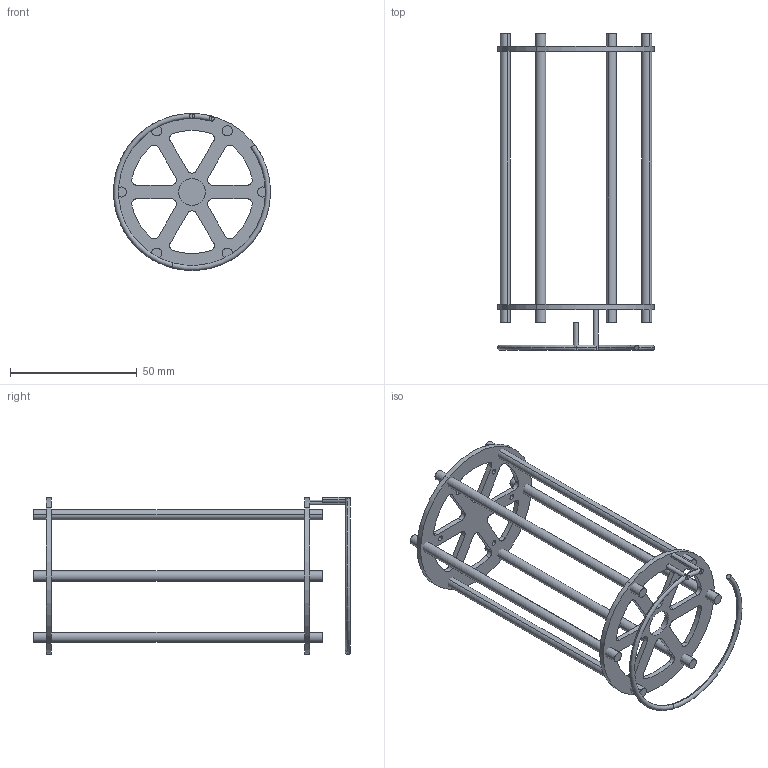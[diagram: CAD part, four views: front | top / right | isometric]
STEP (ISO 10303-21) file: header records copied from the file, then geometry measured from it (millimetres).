
FILE_DESCRIPTION(('STEP AP214'),'1');
FILE_NAME('spodni_antena_F.stp','2022-05-12T13:40:48',('cst.mpa'),(' '),'Spatial InterOp 3D','CST ACIS InterOp Converter 2016',' ');
FILE_SCHEMA(('AUTOMOTIVE_DESIGN { 1 0 10303 214 1 1 1 1 }'));
Length unit declared in the file: millimetre
Products named in the file (1): dural_vše_3D|vzpera1
Bounding box: 62 x 125 x 62 mm (x, y, z)
Volume: 16452.5 mm3; surface area: 19676.8 mm2
Topology: 11 solids, 12 shells, 157 faces, 403 edges, 270 vertices
Faces by surface type: cylinder 106, plane 47, torus 4
Entity records: 5175 total; most frequent: DIRECTION 967, CARTESIAN_POINT 841, ORIENTED_EDGE 802, EDGE_CURVE 402, AXIS2_PLACEMENT_3D 394, VERTEX_POINT 268, CIRCLE 224, EDGE_LOOP 219
